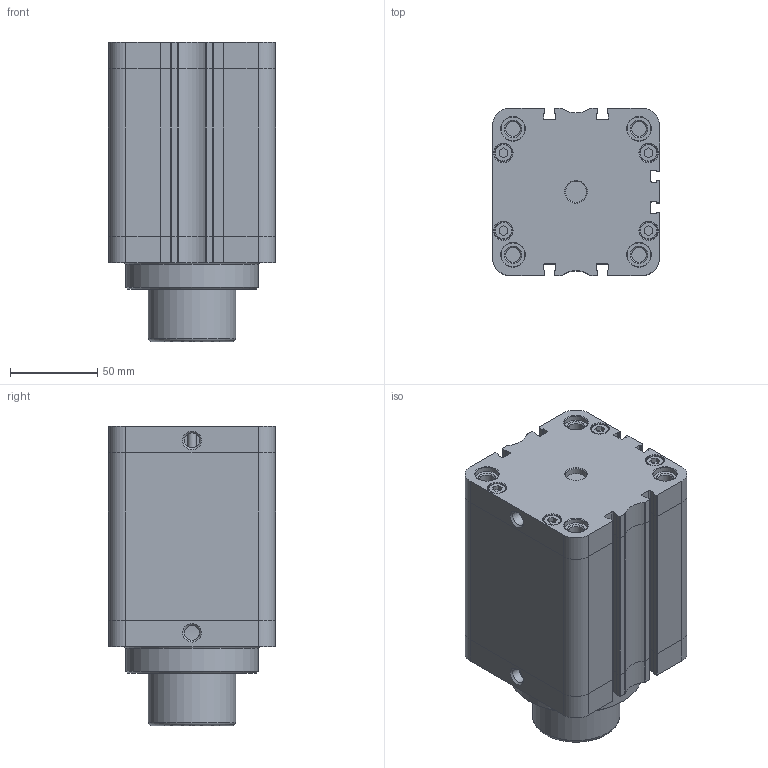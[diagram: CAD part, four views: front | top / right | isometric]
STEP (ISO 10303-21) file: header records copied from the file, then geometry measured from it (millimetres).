
FILE_DESCRIPTION((''),'2;1');
FILE_NAME('PST080.030.GS.L.stp','2014-02-20T15:14:25',('carlo.corazza'),(''),'Autodesk Inventor 2012','Autodesk Inventor 2012','');
FILE_SCHEMA(('AUTOMOTIVE_DESIGN { 1 0 10303 214 1 1 1 1 }'));
Length unit declared in the file: millimetre
Products named in the file (5): PST080.030.GS.L; TP; STELO; TA; CORPO
Assembly tree (4 placements, depth 2):
  PST080.030.GS.L
    TP
    STELO
    TA
    CORPO
Bounding box: 95.5 x 95.5 x 171 mm (x, y, z)
Volume: 781404.4 mm3; surface area: 152455.8 mm2
Topology: 4 solids, 12 shells, 550 faces, 1450 edges, 948 vertices
Faces by surface type: plane 261, cylinder 223, cone 47, torus 19
Full cylindrical faces by diameter (mm): 5 x1, 6.9 x4, 7.1 x4, 8.376 x9, 8.566 x2, 9.8 x8, 10.5 x8, 12 x1, 13.5 x4, 20 x1, 50 x1, 76 x1, 80 x1
Entity records: 17134 total; most frequent: DIRECTION 2948, CARTESIAN_POINT 2920, ORIENTED_EDGE 2654, EDGE_CURVE 1327, AXIS2_PLACEMENT_3D 1065, VERTEX_POINT 935, VECTOR 818, LINE 818
